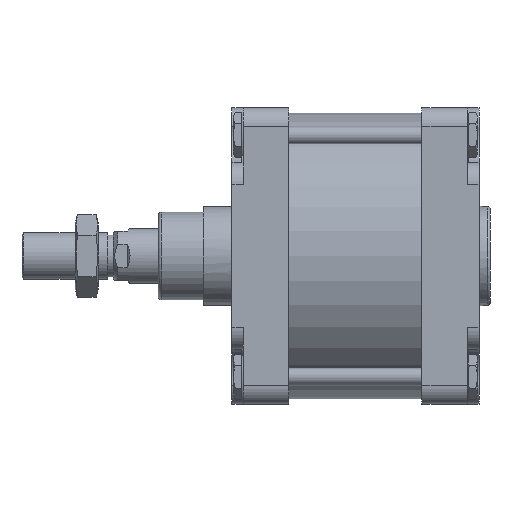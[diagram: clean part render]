
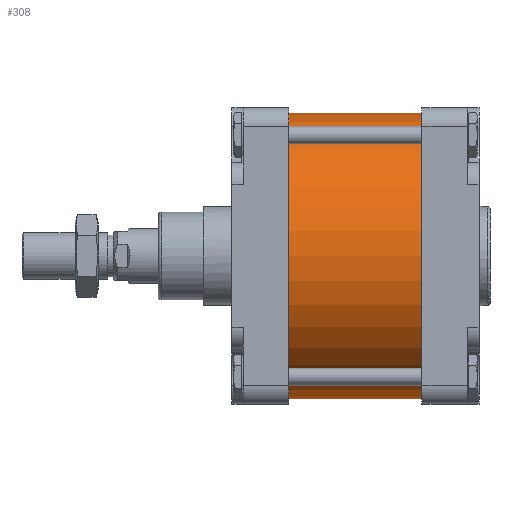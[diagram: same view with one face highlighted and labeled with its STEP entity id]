
A CAD part, front view. The second image highlights one B-rep face of the part: STEP entity #308.
In plain terms, the highlighted cylindrical face has radius 130 mm (diameter 260 mm), a full revolution.
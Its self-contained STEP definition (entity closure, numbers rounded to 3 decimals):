
#308 = ADVANCED_FACE( '', ( #888, #889 ), #890, .T. );
#888 = FACE_OUTER_BOUND( '', #1929, .T. );
#889 = FACE_OUTER_BOUND( '', #1930, .T. );
#890 = CYLINDRICAL_SURFACE( '', #1931, 130. );
#1929 = EDGE_LOOP( '', ( #3701 ) );
#1930 = EDGE_LOOP( '', ( #3702 ) );
#1931 = AXIS2_PLACEMENT_3D( '', #3703, #3704, #3705 );
#3701 = ORIENTED_EDGE( '', *, *, #6790, .F. );
#3702 = ORIENTED_EDGE( '', *, *, #6791, .T. );
#3703 = CARTESIAN_POINT( '', ( 173., 0., 0. ) );
#3704 = DIRECTION( '', ( 1., 0., 0. ) );
#3705 = DIRECTION( '', ( 0., 0., 1. ) );
#6790 = EDGE_CURVE( '', #8295, #8295, #8296, .T. );
#6791 = EDGE_CURVE( '', #8297, #8297, #8298, .T. );
#8295 = VERTEX_POINT( '', #12070 );
#8296 = CIRCLE( '', #12071, 130. );
#8297 = VERTEX_POINT( '', #12072 );
#8298 = CIRCLE( '', #12073, 130. );
#12070 = CARTESIAN_POINT( '', ( 173., 0., -130. ) );
#12071 = AXIS2_PLACEMENT_3D( '', #14484, #14485, #14486 );
#12072 = CARTESIAN_POINT( '', ( 52., 0., -130. ) );
#12073 = AXIS2_PLACEMENT_3D( '', #14487, #14488, #14489 );
#14484 = CARTESIAN_POINT( '', ( 173., 0., 0. ) );
#14485 = DIRECTION( '', ( 1., 0., 0. ) );
#14486 = DIRECTION( '', ( 0., 0., -1. ) );
#14487 = CARTESIAN_POINT( '', ( 52., 0., 0. ) );
#14488 = DIRECTION( '', ( 1., 0., 0. ) );
#14489 = DIRECTION( '', ( 0., 0., -1. ) );
